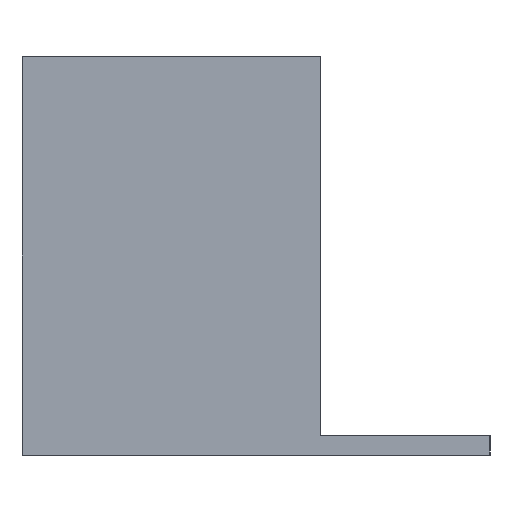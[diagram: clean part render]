
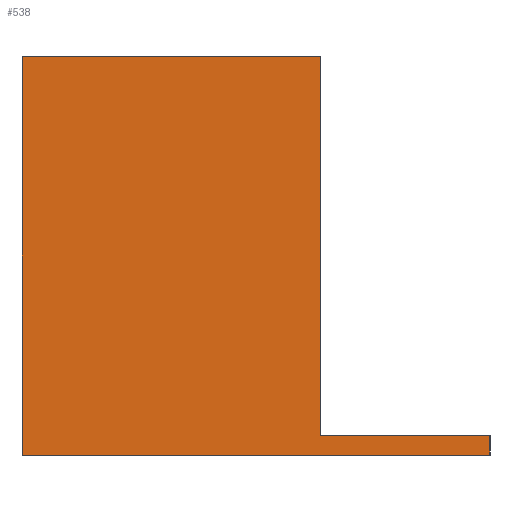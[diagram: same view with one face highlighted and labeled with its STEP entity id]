
A CAD part, left-side view. The second image highlights one B-rep face of the part: STEP entity #538.
In plain terms, the highlighted planar face has unit normal (-1, 0, 0).
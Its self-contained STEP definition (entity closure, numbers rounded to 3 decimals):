
#54=FACE_OUTER_BOUND('',#88,.T.);
#88=EDGE_LOOP('',(#483,#484,#485,#486,#487,#488));
#91=LINE('',#721,#159);
#95=LINE('',#728,#163);
#109=LINE('',#760,#177);
#113=LINE('',#772,#181);
#154=LINE('',#855,#222);
#156=LINE('',#858,#224);
#159=VECTOR('',#589,10.);
#163=VECTOR('',#595,10.);
#177=VECTOR('',#617,10.);
#181=VECTOR('',#631,10.);
#222=VECTOR('',#706,10.);
#224=VECTOR('',#710,10.);
#227=VERTEX_POINT('',#718);
#228=VERTEX_POINT('',#720);
#230=VERTEX_POINT('',#726);
#244=VERTEX_POINT('',#758);
#247=VERTEX_POINT('',#770);
#272=VERTEX_POINT('',#854);
#275=EDGE_CURVE('',#228,#227,#91,.T.);
#279=EDGE_CURVE('',#227,#230,#95,.T.);
#295=EDGE_CURVE('',#244,#230,#109,.T.);
#301=EDGE_CURVE('',#247,#244,#113,.T.);
#342=EDGE_CURVE('',#228,#272,#154,.T.);
#344=EDGE_CURVE('',#272,#247,#156,.T.);
#483=ORIENTED_EDGE('',*,*,#275,.T.);
#484=ORIENTED_EDGE('',*,*,#279,.T.);
#485=ORIENTED_EDGE('',*,*,#295,.F.);
#486=ORIENTED_EDGE('',*,*,#301,.F.);
#487=ORIENTED_EDGE('',*,*,#344,.F.);
#488=ORIENTED_EDGE('',*,*,#342,.F.);
#512=PLANE('',#582);
#538=ADVANCED_FACE('',(#54),#512,.F.);
#582=AXIS2_PLACEMENT_3D('',#859,#711,#712);
#589=DIRECTION('',(0.,0.,-1.));
#595=DIRECTION('',(0.,-1.,0.));
#617=DIRECTION('',(0.,0.,-1.));
#631=DIRECTION('',(0.,-1.,0.));
#706=DIRECTION('',(0.,-1.,0.));
#710=DIRECTION('',(0.,0.,-1.));
#711=DIRECTION('center_axis',(1.,0.,0.));
#712=DIRECTION('ref_axis',(0.,0.,-1.));
#718=CARTESIAN_POINT('',(1190.,486.,30.));
#720=CARTESIAN_POINT('',(1190.,486.,70.));
#721=CARTESIAN_POINT('',(1190.,486.,50.));
#726=CARTESIAN_POINT('',(1190.,439.,30.));
#728=CARTESIAN_POINT('',(1190.,444.,30.));
#758=CARTESIAN_POINT('',(1190.,439.,32.));
#760=CARTESIAN_POINT('',(1190.,439.,31.));
#770=CARTESIAN_POINT('',(1190.,456.,32.));
#772=CARTESIAN_POINT('',(1190.,444.,32.));
#854=CARTESIAN_POINT('',(1190.,456.,70.));
#855=CARTESIAN_POINT('',(1190.,481.,70.));
#858=CARTESIAN_POINT('',(1190.,456.,50.));
#859=CARTESIAN_POINT('Origin',(1190.,481.,50.));
